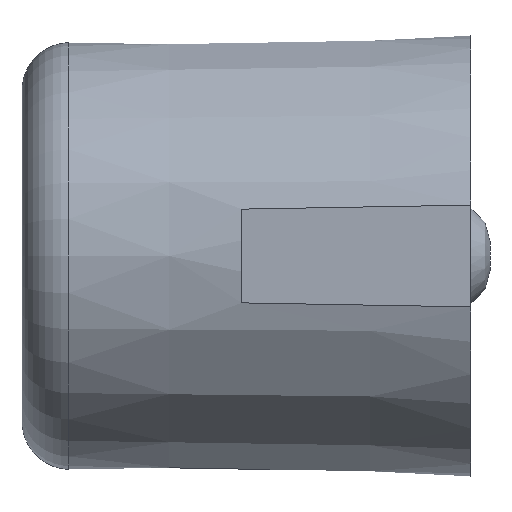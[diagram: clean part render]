
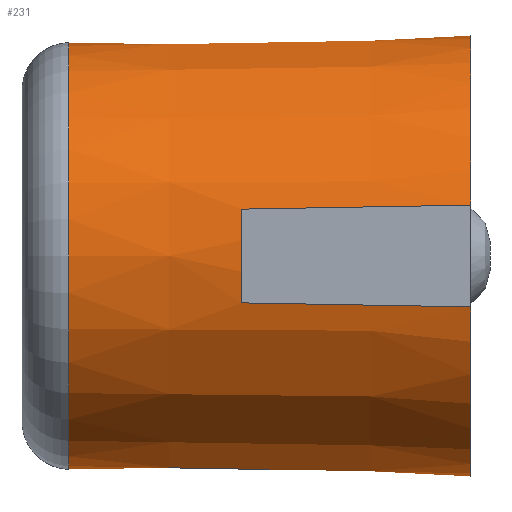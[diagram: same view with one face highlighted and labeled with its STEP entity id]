
A CAD part, left-side view. The second image highlights one B-rep face of the part: STEP entity #231.
In plain terms, the highlighted conical face has half-angle 1 degrees and reference radius 2.225 mm.
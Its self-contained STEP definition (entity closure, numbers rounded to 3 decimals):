
#28=(
BOUNDED_CURVE()
B_SPLINE_CURVE(2,(#367,#368,#369),.UNSPECIFIED.,.F.,.F.)
B_SPLINE_CURVE_WITH_KNOTS((3,3),(0.538,0.776),
 .UNSPECIFIED.)
CURVE()
GEOMETRIC_REPRESENTATION_ITEM()
RATIONAL_B_SPLINE_CURVE((1.,1.,1.))
REPRESENTATION_ITEM('')
);
#29=(
BOUNDED_CURVE()
B_SPLINE_CURVE(2,(#373,#374,#375),.UNSPECIFIED.,.F.,.F.)
B_SPLINE_CURVE_WITH_KNOTS((3,3),(0.784,1.023),
 .UNSPECIFIED.)
CURVE()
GEOMETRIC_REPRESENTATION_ITEM()
RATIONAL_B_SPLINE_CURVE((1.,1.,1.))
REPRESENTATION_ITEM('')
);
#30=(
BOUNDED_CURVE()
B_SPLINE_CURVE(2,(#379,#380,#381),.UNSPECIFIED.,.F.,.F.)
B_SPLINE_CURVE_WITH_KNOTS((3,3),(0.538,0.776),
 .UNSPECIFIED.)
CURVE()
GEOMETRIC_REPRESENTATION_ITEM()
RATIONAL_B_SPLINE_CURVE((1.,1.,1.))
REPRESENTATION_ITEM('')
);
#31=(
BOUNDED_CURVE()
B_SPLINE_CURVE(2,(#385,#386,#387),.UNSPECIFIED.,.F.,.F.)
B_SPLINE_CURVE_WITH_KNOTS((3,3),(0.784,1.023),
 .UNSPECIFIED.)
CURVE()
GEOMETRIC_REPRESENTATION_ITEM()
RATIONAL_B_SPLINE_CURVE((1.,1.,1.))
REPRESENTATION_ITEM('')
);
#32=LINE('',#363,#49);
#49=VECTOR('',#297,2.375);
#66=CONICAL_SURFACE('',#263,2.225,0.017);
#68=FACE_OUTER_BOUND('',#82,.T.);
#82=EDGE_LOOP('',(#168,#169,#170,#171,#172,#173,#174,#175,#176,#177,#178,
#179,#180));
#98=CIRCLE('',#261,2.234);
#99=CIRCLE('',#262,2.234);
#100=CIRCLE('',#264,2.265);
#101=CIRCLE('',#265,2.307);
#102=CIRCLE('',#266,2.265);
#103=CIRCLE('',#267,2.307);
#104=CIRCLE('',#268,2.265);
#109=VERTEX_POINT('',#356);
#110=VERTEX_POINT('',#358);
#111=VERTEX_POINT('',#362);
#112=VERTEX_POINT('',#364);
#113=VERTEX_POINT('',#366);
#114=VERTEX_POINT('',#370);
#115=VERTEX_POINT('',#372);
#116=VERTEX_POINT('',#376);
#117=VERTEX_POINT('',#378);
#118=VERTEX_POINT('',#382);
#119=VERTEX_POINT('',#384);
#132=EDGE_CURVE('',#109,#110,#98,.T.);
#133=EDGE_CURVE('',#110,#109,#99,.T.);
#134=EDGE_CURVE('',#110,#111,#32,.T.);
#135=EDGE_CURVE('',#111,#112,#100,.F.);
#136=EDGE_CURVE('',#112,#113,#28,.F.);
#137=EDGE_CURVE('',#113,#114,#101,.T.);
#138=EDGE_CURVE('',#114,#115,#29,.F.);
#139=EDGE_CURVE('',#115,#116,#102,.F.);
#140=EDGE_CURVE('',#116,#117,#30,.F.);
#141=EDGE_CURVE('',#117,#118,#103,.T.);
#142=EDGE_CURVE('',#118,#119,#31,.F.);
#143=EDGE_CURVE('',#119,#111,#104,.F.);
#168=ORIENTED_EDGE('',*,*,#133,.F.);
#169=ORIENTED_EDGE('',*,*,#134,.T.);
#170=ORIENTED_EDGE('',*,*,#135,.T.);
#171=ORIENTED_EDGE('',*,*,#136,.T.);
#172=ORIENTED_EDGE('',*,*,#137,.T.);
#173=ORIENTED_EDGE('',*,*,#138,.T.);
#174=ORIENTED_EDGE('',*,*,#139,.T.);
#175=ORIENTED_EDGE('',*,*,#140,.T.);
#176=ORIENTED_EDGE('',*,*,#141,.T.);
#177=ORIENTED_EDGE('',*,*,#142,.T.);
#178=ORIENTED_EDGE('',*,*,#143,.T.);
#179=ORIENTED_EDGE('',*,*,#134,.F.);
#180=ORIENTED_EDGE('',*,*,#132,.F.);
#231=ADVANCED_FACE('',(#68),#66,.T.);
#261=AXIS2_PLACEMENT_3D('',#359,#291,#292);
#262=AXIS2_PLACEMENT_3D('',#360,#293,#294);
#263=AXIS2_PLACEMENT_3D('',#361,#295,#296);
#264=AXIS2_PLACEMENT_3D('',#365,#298,#299);
#265=AXIS2_PLACEMENT_3D('',#371,#300,#301);
#266=AXIS2_PLACEMENT_3D('',#377,#302,#303);
#267=AXIS2_PLACEMENT_3D('',#383,#304,#305);
#268=AXIS2_PLACEMENT_3D('',#388,#306,#307);
#291=DIRECTION('center_axis',(0.,1.,0.));
#292=DIRECTION('ref_axis',(-1.,0.,0.));
#293=DIRECTION('center_axis',(0.,1.,0.));
#294=DIRECTION('ref_axis',(-1.,0.,0.));
#295=DIRECTION('center_axis',(0.,-1.,0.));
#296=DIRECTION('ref_axis',(-1.,0.,0.));
#297=DIRECTION('',(0.017,-1.,0.));
#298=DIRECTION('center_axis',(0.,-1.,0.));
#299=DIRECTION('ref_axis',(-1.,0.,0.));
#300=DIRECTION('center_axis',(0.,1.,0.));
#301=DIRECTION('ref_axis',(-1.,0.,0.));
#302=DIRECTION('center_axis',(0.,-1.,0.));
#303=DIRECTION('ref_axis',(-1.,0.,0.));
#304=DIRECTION('center_axis',(0.,1.,0.));
#305=DIRECTION('ref_axis',(-1.,0.,0.));
#306=DIRECTION('center_axis',(0.,-1.,0.));
#307=DIRECTION('ref_axis',(-1.,0.,0.));
#356=CARTESIAN_POINT('',(-5.99,9.009,-37.528));
#358=CARTESIAN_POINT('',(-3.757,9.009,-35.295));
#359=CARTESIAN_POINT('Origin',(-5.99,9.009,-35.295));
#360=CARTESIAN_POINT('Origin',(-5.99,9.009,-35.295));
#361=CARTESIAN_POINT('Origin',(-5.99,9.497,-35.295));
#362=CARTESIAN_POINT('',(-3.725,7.2,-35.295));
#363=CARTESIAN_POINT('',(-3.765,9.497,-35.295));
#364=CARTESIAN_POINT('',(-3.779,7.2,-35.786));
#365=CARTESIAN_POINT('Origin',(-5.99,7.2,-35.295));
#366=CARTESIAN_POINT('',(-3.745,4.8,-35.827));
#367=CARTESIAN_POINT('Ctrl Pts',(-3.745,4.8,-35.827));
#368=CARTESIAN_POINT('Ctrl Pts',(-3.762,6.009,-35.806));
#369=CARTESIAN_POINT('Ctrl Pts',(-3.779,7.2,-35.786));
#370=CARTESIAN_POINT('',(-8.235,4.8,-35.827));
#371=CARTESIAN_POINT('Origin',(-5.99,4.8,-35.295));
#372=CARTESIAN_POINT('',(-8.201,7.2,-35.786));
#373=CARTESIAN_POINT('Ctrl Pts',(-8.201,7.2,-35.786));
#374=CARTESIAN_POINT('Ctrl Pts',(-8.218,6.009,-35.806));
#375=CARTESIAN_POINT('Ctrl Pts',(-8.235,4.8,-35.827));
#376=CARTESIAN_POINT('',(-8.201,7.2,-34.804));
#377=CARTESIAN_POINT('Origin',(-5.99,7.2,-35.295));
#378=CARTESIAN_POINT('',(-8.235,4.8,-34.762));
#379=CARTESIAN_POINT('Ctrl Pts',(-8.235,4.8,-34.762));
#380=CARTESIAN_POINT('Ctrl Pts',(-8.218,6.009,-34.783));
#381=CARTESIAN_POINT('Ctrl Pts',(-8.201,7.2,-34.804));
#382=CARTESIAN_POINT('',(-3.745,4.8,-34.762));
#383=CARTESIAN_POINT('Origin',(-5.99,4.8,-35.295));
#384=CARTESIAN_POINT('',(-3.779,7.2,-34.804));
#385=CARTESIAN_POINT('Ctrl Pts',(-3.779,7.2,-34.804));
#386=CARTESIAN_POINT('Ctrl Pts',(-3.762,6.009,-34.783));
#387=CARTESIAN_POINT('Ctrl Pts',(-3.745,4.8,-34.762));
#388=CARTESIAN_POINT('Origin',(-5.99,7.2,-35.295));
